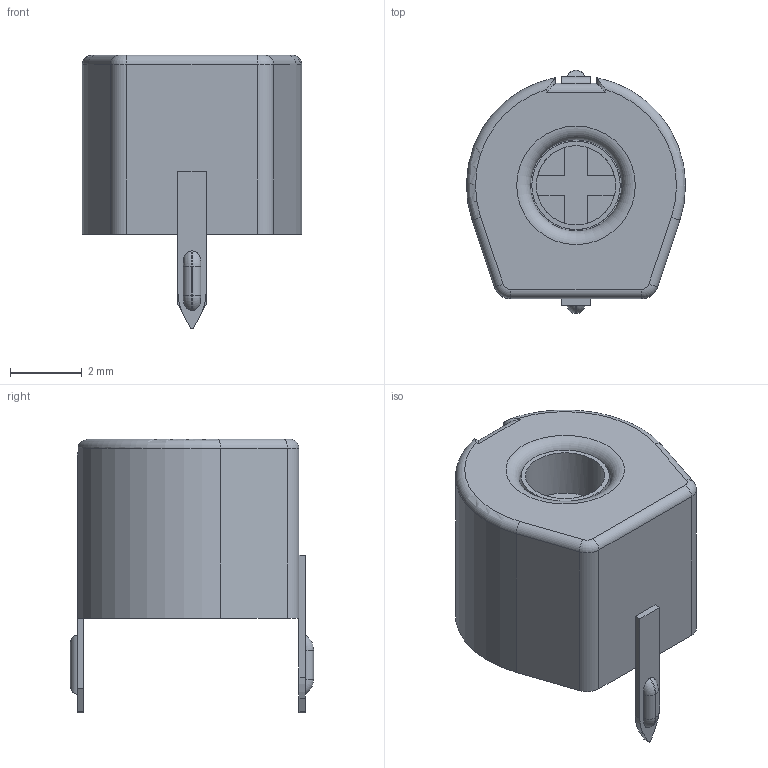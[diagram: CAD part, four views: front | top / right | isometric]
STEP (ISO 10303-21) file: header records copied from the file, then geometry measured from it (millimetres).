
FILE_DESCRIPTION(/* description */ ('Unknown'),/* implementation_level */ '2;1');
FILE_NAME(/* name */ 'Trimmer Cap - Yellow',/* time_stamp */ '2019-01-18T17:22:49-05:00',/* author */ ('Unknown'),/* organization */ ('Unknown'),/* preprocessor_version */ 'ST-DEVELOPER v16.7',/* originating_system */ 'DEX',/* authorisation */ $);
FILE_SCHEMA (('AUTOMOTIVE_DESIGN {1 0 10303 214 3 1 1}'));
Length unit declared in the file: millimetre
Products named in the file (1): Trimmer Cap - Yellow
Bounding box: 6.09 x 6.76 x 7.6 mm (x, y, z)
Volume: 145.6 mm3; surface area: 220.8 mm2
Topology: 1 solids, 21 shells, 264 faces, 616 edges, 400 vertices
Faces by surface type: plane 189, bspline 40, cylinder 26, torus 9
Full cylindrical faces by diameter (mm): 2.206 x1, 2.46 x1, 2.54 x1
Entity records: 10587 total; most frequent: CARTESIAN_POINT 3319, ORIENTED_EDGE 1216, DIRECTION 848, EDGE_CURVE 608, VERTEX_POINT 400, EDGE_LOOP 290, FACE_BOUND 290, AXIS2_PLACEMENT_3D 287
